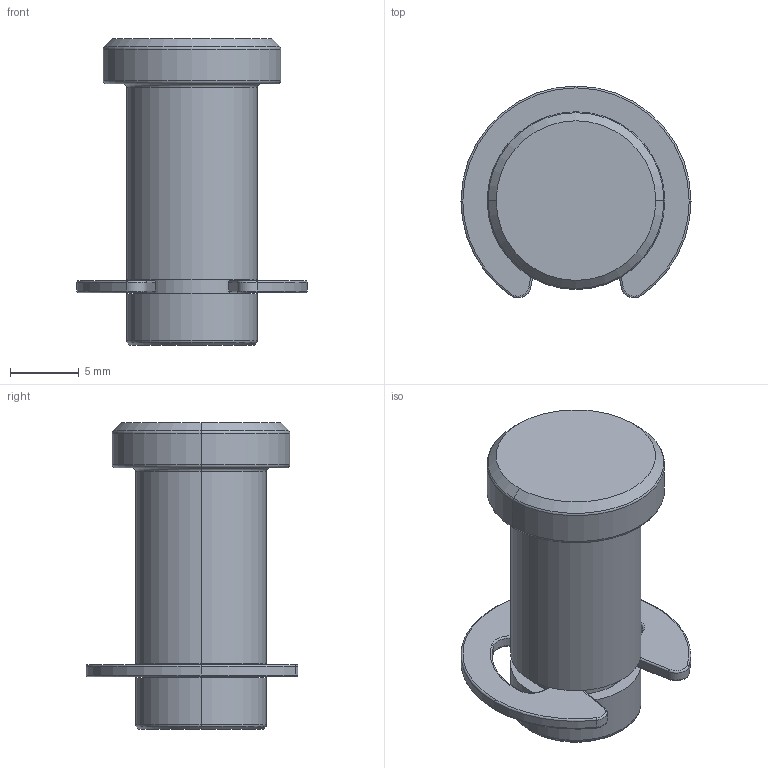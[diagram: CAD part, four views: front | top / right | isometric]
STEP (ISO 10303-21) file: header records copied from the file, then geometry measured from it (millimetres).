
FILE_DESCRIPTION (( 'STEP AP203' ), '1' );
FILE_NAME ('92735A810_Clevis Pin with Retaining Ring Groove.STEP', '2023-08-08T16:03:13', ( 'Administrator' ), ( 'Managed by Terraform' ), 'SwSTEP 2.0', 'SolidWorks 2017', '' );
FILE_SCHEMA (( 'CONFIG_CONTROL_DESIGN' ));
Length unit declared in the file: inch
Products named in the file (1): 92735A810_Clevis Pin with Retaining Ring Groove
Bounding box: 16.76 x 15.45 x 22.35 mm (x, y, z)
Volume: 1856 mm3; surface area: 1269.5 mm2
Topology: 2 solids, 2 shells, 111 faces, 244 edges, 132 vertices
Faces by surface type: cylinder 42, torus 38, sphere 14, plane 13, cone 4
Entity records: 3031 total; most frequent: DIRECTION 624, CARTESIAN_POINT 472, ORIENTED_EDGE 464, AXIS2_PLACEMENT_3D 280, EDGE_CURVE 232, CIRCLE 168, VERTEX_POINT 128, EDGE_LOOP 114
